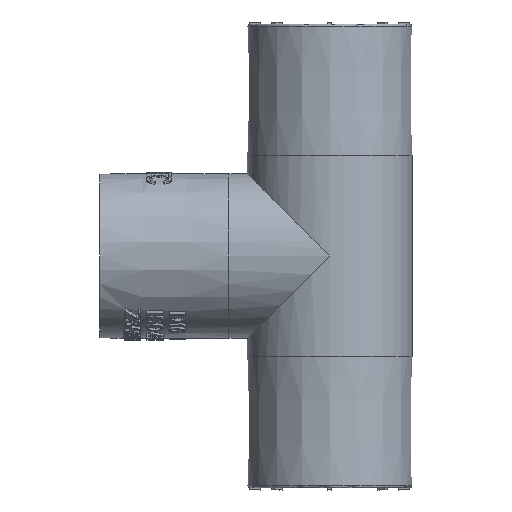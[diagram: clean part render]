
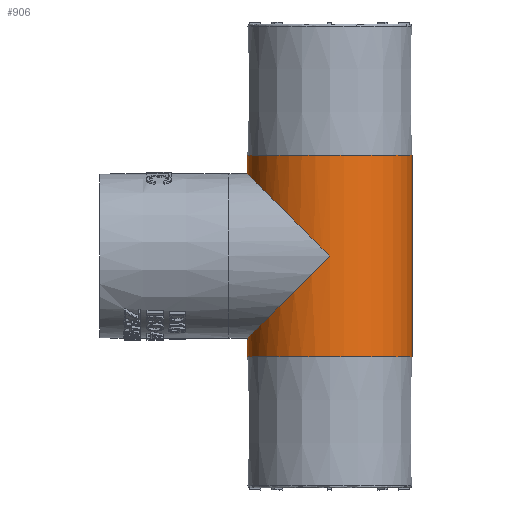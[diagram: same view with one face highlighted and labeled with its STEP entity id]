
A CAD part, front view. The second image highlights one B-rep face of the part: STEP entity #906.
In plain terms, the highlighted cylindrical face has radius 10.05 mm (diameter 20.1 mm), a full revolution.
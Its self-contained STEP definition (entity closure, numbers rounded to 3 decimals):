
#295=ELLIPSE('',#9528,14.213,10.05);
#296=ELLIPSE('',#9529,14.213,10.05);
#355=CYLINDRICAL_SURFACE('',#9531,10.05);
#906=ADVANCED_FACE('',(#3641,#3642,#3643),#355,.T.);
#3029=B_SPLINE_CURVE_WITH_KNOTS('',3,(#13142,#13143,#13144,#13145,#13146,
#13147,#13148,#13149,#13150,#13151,#13152,#13153,#13154,#13155,#13156,#13157,
#13158,#13159,#13160,#13161,#13162,#13163,#13164,#13165,#13166,#13167,#13168,
#13169,#13170,#13171,#13172),.UNSPECIFIED.,.F.,.F.,(4,3,3,3,3,3,3,3,3,3,
4),(0.,0.074,0.182,0.289,0.394,
0.5,0.611,0.719,0.825,
0.93,1.),.UNSPECIFIED.);
#3030=B_SPLINE_CURVE_WITH_KNOTS('',3,(#13179,#13180,#13181,#13182,#13183,
#13184,#13185,#13186,#13187,#13188),.UNSPECIFIED.,.F.,.F.,(4,3,3,4),(0.,
0.429,0.859,1.),.UNSPECIFIED.);
#3031=B_SPLINE_CURVE_WITH_KNOTS('',3,(#13189,#13190,#13191,#13192,#13193,
#13194,#13195,#13196,#13197,#13198),.UNSPECIFIED.,.F.,.F.,(4,3,3,4),(0.,
0.45,0.868,1.),.UNSPECIFIED.);
#3641=FACE_BOUND('',#3793,.T.);
#3642=FACE_BOUND('',#3794,.T.);
#3643=FACE_BOUND('',#3795,.T.);
#3793=EDGE_LOOP('',(#4591,#4592,#4593,#4594,#4595));
#3794=EDGE_LOOP('',(#4596));
#3795=EDGE_LOOP('',(#4597));
#4591=ORIENTED_EDGE('',*,*,#8081,.T.);
#4592=ORIENTED_EDGE('',*,*,#8082,.T.);
#4593=ORIENTED_EDGE('',*,*,#8083,.T.);
#4594=ORIENTED_EDGE('',*,*,#8080,.F.);
#4595=ORIENTED_EDGE('',*,*,#8084,.F.);
#4596=ORIENTED_EDGE('',*,*,#8079,.T.);
#4597=ORIENTED_EDGE('',*,*,#8085,.T.);
#7024=VERTEX_POINT('',#12052);
#7025=VERTEX_POINT('',#12053);
#7130=VERTEX_POINT('',#13140);
#7131=VERTEX_POINT('',#13175);
#7132=VERTEX_POINT('',#13176);
#7133=VERTEX_POINT('',#13178);
#7134=VERTEX_POINT('',#13200);
#8079=EDGE_CURVE('',#7130,#7130,#9269,.T.);
#8080=EDGE_CURVE('',#7024,#7025,#3029,.T.);
#8081=EDGE_CURVE('',#7131,#7132,#295,.T.);
#8082=EDGE_CURVE('',#7132,#7133,#296,.T.);
#8083=EDGE_CURVE('',#7133,#7025,#3030,.T.);
#8084=EDGE_CURVE('',#7131,#7024,#3031,.T.);
#8085=EDGE_CURVE('',#7134,#7134,#9270,.T.);
#9269=CIRCLE('',#9525,10.05);
#9270=CIRCLE('',#9530,10.05);
#9525=AXIS2_PLACEMENT_3D('',#13139,#10280,#10281);
#9528=AXIS2_PLACEMENT_3D('',#13174,#10286,#10287);
#9529=AXIS2_PLACEMENT_3D('',#13177,#10288,#10289);
#9530=AXIS2_PLACEMENT_3D('',#13199,#10290,#10291);
#9531=AXIS2_PLACEMENT_3D('',#13201,#10292,#10293);
#10280=DIRECTION('',(0.,0.,-1.));
#10281=DIRECTION('',(0.,1.,0.));
#10286=DIRECTION('',(0.707,0.,0.707));
#10287=DIRECTION('',(-0.707,0.,0.707));
#10288=DIRECTION('',(0.707,0.,-0.707));
#10289=DIRECTION('',(0.707,0.,0.707));
#10290=DIRECTION('',(0.,0.,1.));
#10291=DIRECTION('',(0.,1.,0.));
#10292=DIRECTION('',(0.,0.,1.));
#10293=DIRECTION('',(0.,-1.,0.));
#12052=CARTESIAN_POINT('',(2460.355,717.604,2.328));
#12053=CARTESIAN_POINT('',(2460.355,717.604,-2.158));
#13139=CARTESIAN_POINT('',(2460.355,707.554,12.385));
#13140=CARTESIAN_POINT('',(2460.355,717.604,12.385));
#13142=CARTESIAN_POINT('',(2460.355,717.604,2.328));
#13143=CARTESIAN_POINT('',(2460.528,717.604,2.328));
#13144=CARTESIAN_POINT('',(2460.702,717.599,2.308));
#13145=CARTESIAN_POINT('',(2460.87,717.591,2.268));
#13146=CARTESIAN_POINT('',(2461.117,717.578,2.21));
#13147=CARTESIAN_POINT('',(2461.356,717.556,2.108));
#13148=CARTESIAN_POINT('',(2461.569,717.53,1.971));
#13149=CARTESIAN_POINT('',(2461.779,717.505,1.836));
#13150=CARTESIAN_POINT('',(2461.969,717.475,1.663));
#13151=CARTESIAN_POINT('',(2462.123,717.447,1.466));
#13152=CARTESIAN_POINT('',(2462.274,717.42,1.272));
#13153=CARTESIAN_POINT('',(2462.395,717.395,1.05));
#13154=CARTESIAN_POINT('',(2462.475,717.377,0.817));
#13155=CARTESIAN_POINT('',(2462.556,717.36,0.583));
#13156=CARTESIAN_POINT('',(2462.598,717.35,0.332));
#13157=CARTESIAN_POINT('',(2462.598,717.35,0.085));
#13158=CARTESIAN_POINT('',(2462.598,717.35,-0.174));
#13159=CARTESIAN_POINT('',(2462.552,717.361,-0.437));
#13160=CARTESIAN_POINT('',(2462.464,717.38,-0.68));
#13161=CARTESIAN_POINT('',(2462.377,717.399,-0.918));
#13162=CARTESIAN_POINT('',(2462.249,717.425,-1.144));
#13163=CARTESIAN_POINT('',(2462.088,717.453,-1.339));
#13164=CARTESIAN_POINT('',(2461.931,717.481,-1.53));
#13165=CARTESIAN_POINT('',(2461.739,717.51,-1.698));
#13166=CARTESIAN_POINT('',(2461.528,717.535,-1.827));
#13167=CARTESIAN_POINT('',(2461.32,717.56,-1.955));
#13168=CARTESIAN_POINT('',(2461.087,717.58,-2.05));
#13169=CARTESIAN_POINT('',(2460.848,717.592,-2.104));
#13170=CARTESIAN_POINT('',(2460.687,717.6,-2.14));
#13171=CARTESIAN_POINT('',(2460.52,717.604,-2.158));
#13172=CARTESIAN_POINT('',(2460.355,717.604,-2.158));
#13174=CARTESIAN_POINT('',(2460.355,707.554,0.085));
#13175=CARTESIAN_POINT('',(2458.769,717.478,1.671));
#13176=CARTESIAN_POINT('',(2460.355,697.504,0.085));
#13177=CARTESIAN_POINT('',(2460.355,707.554,0.085));
#13178=CARTESIAN_POINT('',(2458.769,717.478,-1.501));
#13179=CARTESIAN_POINT('',(2458.769,717.478,-1.501));
#13180=CARTESIAN_POINT('',(2458.946,717.506,-1.678));
#13181=CARTESIAN_POINT('',(2459.155,717.534,-1.827));
#13182=CARTESIAN_POINT('',(2459.381,717.556,-1.936));
#13183=CARTESIAN_POINT('',(2459.607,717.578,-2.045));
#13184=CARTESIAN_POINT('',(2459.856,717.594,-2.117));
#13185=CARTESIAN_POINT('',(2460.106,717.601,-2.144));
#13186=CARTESIAN_POINT('',(2460.188,717.603,-2.154));
#13187=CARTESIAN_POINT('',(2460.272,717.604,-2.158));
#13188=CARTESIAN_POINT('',(2460.355,717.604,-2.158));
#13189=CARTESIAN_POINT('',(2458.769,717.478,1.671));
#13190=CARTESIAN_POINT('',(2458.954,717.507,1.856));
#13191=CARTESIAN_POINT('',(2459.175,717.537,2.011));
#13192=CARTESIAN_POINT('',(2459.413,717.559,2.121));
#13193=CARTESIAN_POINT('',(2459.635,717.58,2.223));
#13194=CARTESIAN_POINT('',(2459.878,717.595,2.291));
#13195=CARTESIAN_POINT('',(2460.122,717.601,2.316));
#13196=CARTESIAN_POINT('',(2460.199,717.603,2.324));
#13197=CARTESIAN_POINT('',(2460.277,717.604,2.328));
#13198=CARTESIAN_POINT('',(2460.355,717.604,2.328));
#13199=CARTESIAN_POINT('',(2460.355,707.554,-12.215));
#13200=CARTESIAN_POINT('',(2460.355,717.604,-12.215));
#13201=CARTESIAN_POINT('',(2460.355,707.554,-2.865));
